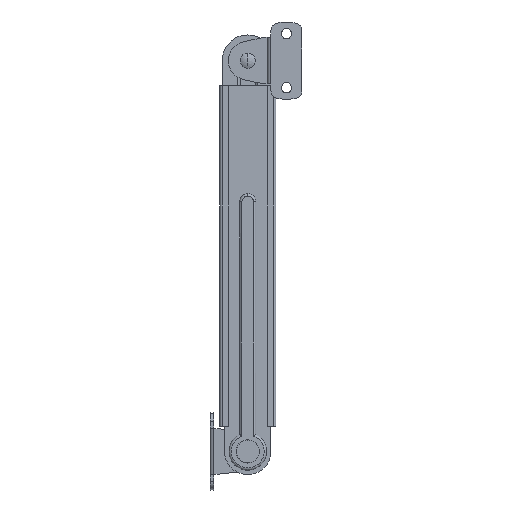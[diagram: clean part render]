
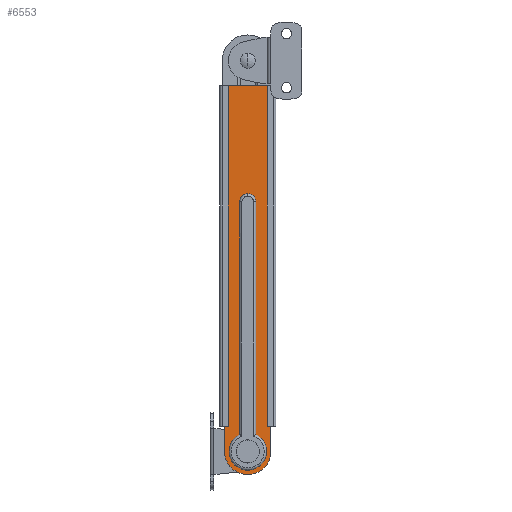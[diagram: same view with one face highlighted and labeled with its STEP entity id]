
A CAD part, left-side view. The second image highlights one B-rep face of the part: STEP entity #6553.
In plain terms, the highlighted planar face has unit normal (-1, 0, 0).
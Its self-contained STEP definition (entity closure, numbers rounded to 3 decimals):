
#497 = CIRCLE ( 'NONE', #3644, 12. ) ;
#887 = FACE_OUTER_BOUND ( 'NONE', #5797, .T. ) ;
#892 = FACE_BOUND ( 'NONE', #5795, .T. ) ;
#1563 = CARTESIAN_POINT ( 'NONE',  ( 0., 12., -201. ) ) ;
#1564 = PLANE ( 'NONE',  #4466 ) ;
#1569 = DIRECTION ( 'NONE',  ( -1., 0., 0. ) ) ;
#1570 = DIRECTION ( 'NONE',  ( 0., 0., 1. ) ) ;
#2499 = DIRECTION ( 'NONE',  ( 0., 0., 1. ) ) ;
#2503 = CARTESIAN_POINT ( 'NONE',  ( 0., 4.2, -60. ) ) ;
#2507 = DIRECTION ( 'NONE',  ( 0., 0., 1. ) ) ;
#2508 = DIRECTION ( 'NONE',  ( 0., 0., -1. ) ) ;
#2511 = DIRECTION ( 'NONE',  ( 0., 0., 1. ) ) ;
#2512 = CARTESIAN_POINT ( 'NONE',  ( 0., -4.2, -180.256 ) ) ;
#2513 = DIRECTION ( 'NONE',  ( 0., 0., 1. ) ) ;
#2525 = DIRECTION ( 'NONE',  ( 0., 0., 1. ) ) ;
#2548 = CARTESIAN_POINT ( 'NONE',  ( 0., 12., -201. ) ) ;
#2555 = CARTESIAN_POINT ( 'NONE',  ( 0., -12., -201. ) ) ;
#2558 = DIRECTION ( 'NONE',  ( 0., 0., 1. ) ) ;
#2579 = CARTESIAN_POINT ( 'NONE',  ( 0., 0., -189. ) ) ;
#2580 = DIRECTION ( 'NONE',  ( -1., 0., 0. ) ) ;
#2581 = DIRECTION ( 'NONE',  ( -1., 0., 0. ) ) ;
#2584 = CARTESIAN_POINT ( 'NONE',  ( 0., 0., -60. ) ) ;
#2601 = CARTESIAN_POINT ( 'NONE',  ( 0., -12., -201. ) ) ;
#2602 = CARTESIAN_POINT ( 'NONE',  ( 0., 12., -201. ) ) ;
#2603 = CARTESIAN_POINT ( 'NONE',  ( 0., 0., -189. ) ) ;
#2604 = DIRECTION ( 'NONE',  ( 1., 0., 0. ) ) ;
#2605 = DIRECTION ( 'NONE',  ( 0., 0., 1. ) ) ;
#2606 = DIRECTION ( 'NONE',  ( 0., 0., 1. ) ) ;
#2607 = CARTESIAN_POINT ( 'NONE',  ( 0., 12., 0. ) ) ;
#2608 = DIRECTION ( 'NONE',  ( 0., -1., 0. ) ) ;
#2642 = EDGE_CURVE ( 'NONE', #4925, #4001, #3407, .T. ) ;
#2643 = EDGE_CURVE ( 'NONE', #4001, #4042, #3417, .T. ) ;
#2644 = EDGE_CURVE ( 'NONE', #4044, #4925, #3419, .T. ) ;
#2645 = EDGE_CURVE ( 'NONE', #4062, #4044, #3420, .T. ) ;
#2646 = EDGE_CURVE ( 'NONE', #4003, #4028, #3421, .T. ) ;
#2650 = EDGE_CURVE ( 'NONE', #4054, #4025, #3429, .T. ) ;
#2653 = EDGE_CURVE ( 'NONE', #4056, #4003, #3431, .T. ) ;
#2654 = EDGE_CURVE ( 'NONE', #4028, #4923, #3435, .T. ) ;
#2655 = EDGE_CURVE ( 'NONE', #4025, #4045, #3437, .T. ) ;
#2656 = EDGE_CURVE ( 'NONE', #4923, #4045, #3440, .T. ) ;
#2690 = CARTESIAN_POINT ( 'NONE',  ( 0., 0., -189. ) ) ;
#2691 = DIRECTION ( 'NONE',  ( -1., 0., 0. ) ) ;
#2692 = DIRECTION ( 'NONE',  ( 0., 0., 1. ) ) ;
#2972 = CARTESIAN_POINT ( 'NONE',  ( 0., 0., -189. ) ) ;
#2973 = DIRECTION ( 'NONE',  ( 1., 0., 0. ) ) ;
#2974 = DIRECTION ( 'NONE',  ( 0., 0., 1. ) ) ;
#3407 = LINE ( 'NONE', #2503, #3418 ) ;
#3417 = CIRCLE ( 'NONE', #5466, 9.7 ) ;
#3418 = VECTOR ( 'NONE', #2508, 1000. ) ;
#3419 = CIRCLE ( 'NONE', #5467, 4.2 ) ;
#3420 = LINE ( 'NONE', #2512, #3422 ) ;
#3421 = LINE ( 'NONE', #2548, #3424 ) ;
#3422 = VECTOR ( 'NONE', #2513, 1000. ) ;
#3424 = VECTOR ( 'NONE', #2525, 1000. ) ;
#3429 = LINE ( 'NONE', #2555, #3432 ) ;
#3431 = CIRCLE ( 'NONE', #5468, 12. ) ;
#3432 = VECTOR ( 'NONE', #2558, 1000. ) ;
#3435 = LINE ( 'NONE', #2602, #3439 ) ;
#3437 = LINE ( 'NONE', #2601, #3441 ) ;
#3439 = VECTOR ( 'NONE', #2499, 1000. ) ;
#3440 = LINE ( 'NONE', #2607, #3443 ) ;
#3441 = VECTOR ( 'NONE', #2606, 1000. ) ;
#3443 = VECTOR ( 'NONE', #2608, 1000. ) ;
#3483 = CARTESIAN_POINT ( 'NONE',  ( 0., 12., -189. ) ) ;
#3484 = CARTESIAN_POINT ( 'NONE',  ( 0., 4.2, -180.256 ) ) ;
#3644 = AXIS2_PLACEMENT_3D ( 'NONE', #2972, #2973, #2974 ) ;
#4001 = VERTEX_POINT ( 'NONE', #3484 ) ;
#4003 = VERTEX_POINT ( 'NONE', #3483 ) ;
#4025 = VERTEX_POINT ( 'NONE', #4218 ) ;
#4028 = VERTEX_POINT ( 'NONE', #4203 ) ;
#4042 = VERTEX_POINT ( 'NONE', #4147 ) ;
#4044 = VERTEX_POINT ( 'NONE', #4146 ) ;
#4045 = VERTEX_POINT ( 'NONE', #4180 ) ;
#4054 = VERTEX_POINT ( 'NONE', #4173 ) ;
#4056 = VERTEX_POINT ( 'NONE', #4148 ) ;
#4062 = VERTEX_POINT ( 'NONE', #4155 ) ;
#4146 = CARTESIAN_POINT ( 'NONE',  ( 0., -4.2, -60. ) ) ;
#4147 = CARTESIAN_POINT ( 'NONE',  ( 0., 0., -198.7 ) ) ;
#4148 = CARTESIAN_POINT ( 'NONE',  ( 0., 0., -201. ) ) ;
#4155 = CARTESIAN_POINT ( 'NONE',  ( 0., -4.2, -180.256 ) ) ;
#4173 = CARTESIAN_POINT ( 'NONE',  ( 0., -12., -189. ) ) ;
#4180 = CARTESIAN_POINT ( 'NONE',  ( 0., -12., 0. ) ) ;
#4203 = CARTESIAN_POINT ( 'NONE',  ( 0., 12., -176. ) ) ;
#4218 = CARTESIAN_POINT ( 'NONE',  ( 0., -12., -176. ) ) ;
#4466 = AXIS2_PLACEMENT_3D ( 'NONE', #1563, #1569, #1570 ) ;
#4923 = VERTEX_POINT ( 'NONE', #6699 ) ;
#4925 = VERTEX_POINT ( 'NONE', #6694 ) ;
#5229 = EDGE_CURVE ( 'NONE', #4042, #4062, #5348, .T. ) ;
#5348 = CIRCLE ( 'NONE', #5531, 9.7 ) ;
#5466 = AXIS2_PLACEMENT_3D ( 'NONE', #2579, #2580, #2507 ) ;
#5467 = AXIS2_PLACEMENT_3D ( 'NONE', #2584, #2581, #2511 ) ;
#5468 = AXIS2_PLACEMENT_3D ( 'NONE', #2603, #2604, #2605 ) ;
#5531 = AXIS2_PLACEMENT_3D ( 'NONE', #2690, #2691, #2692 ) ;
#5624 = EDGE_CURVE ( 'NONE', #4054, #4056, #497, .T. ) ;
#5795 = EDGE_LOOP ( 'NONE', ( #5905, #5906, #5907, #5908, #5909 ) ) ;
#5797 = EDGE_LOOP ( 'NONE', ( #5898, #5899, #5900, #5901, #5902, #5903, #5904 ) ) ;
#5898 = ORIENTED_EDGE ( 'NONE', *, *, #5624, .F. ) ;
#5899 = ORIENTED_EDGE ( 'NONE', *, *, #2650, .T. ) ;
#5900 = ORIENTED_EDGE ( 'NONE', *, *, #2655, .T. ) ;
#5901 = ORIENTED_EDGE ( 'NONE', *, *, #2656, .F. ) ;
#5902 = ORIENTED_EDGE ( 'NONE', *, *, #2654, .F. ) ;
#5903 = ORIENTED_EDGE ( 'NONE', *, *, #2646, .F. ) ;
#5904 = ORIENTED_EDGE ( 'NONE', *, *, #2653, .F. ) ;
#5905 = ORIENTED_EDGE ( 'NONE', *, *, #2642, .F. ) ;
#5906 = ORIENTED_EDGE ( 'NONE', *, *, #2644, .F. ) ;
#5907 = ORIENTED_EDGE ( 'NONE', *, *, #2645, .F. ) ;
#5908 = ORIENTED_EDGE ( 'NONE', *, *, #5229, .F. ) ;
#5909 = ORIENTED_EDGE ( 'NONE', *, *, #2643, .F. ) ;
#6553 = ADVANCED_FACE ( 'NONE', ( #887, #892 ), #1564, .T. ) ;
#6694 = CARTESIAN_POINT ( 'NONE',  ( 0., 4.2, -60. ) ) ;
#6699 = CARTESIAN_POINT ( 'NONE',  ( 0., 12., 0. ) ) ;
